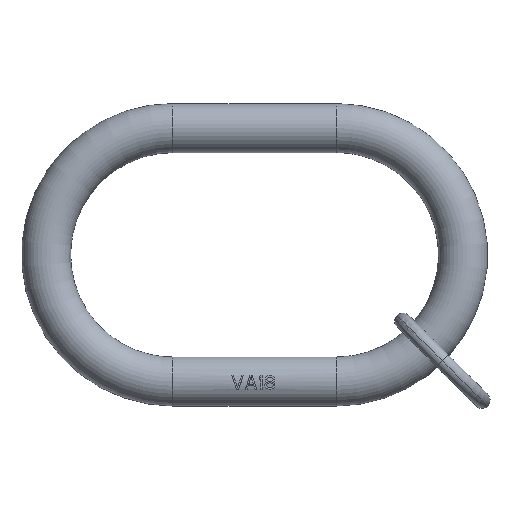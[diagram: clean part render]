
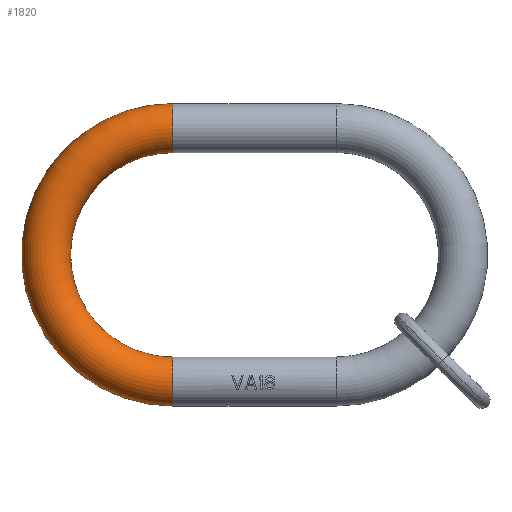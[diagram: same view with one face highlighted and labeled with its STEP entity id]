
A CAD part, top view. The second image highlights one B-rep face of the part: STEP entity #1820.
In plain terms, the highlighted toroidal (fillet/blend) face has major radius 46.5 mm and minor radius 9 mm.
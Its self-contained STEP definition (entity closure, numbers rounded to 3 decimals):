
#5=CARTESIAN_POINT('',(-60.,-46.5,0.));
#6=DIRECTION('',(-1.,0.,0.));
#7=DIRECTION('',(0.,-1.,0.));
#8=AXIS2_PLACEMENT_3D('',#5,#6,#7);
#299=CARTESIAN_POINT('',(-60.,37.5,0.));
#300=CARTESIAN_POINT('',(-61.963,37.5,0.));
#301=CARTESIAN_POINT('',(-65.89,37.191,
0.));
#302=CARTESIAN_POINT('',(-71.636,35.812,
0.));
#303=CARTESIAN_POINT('',(-77.095,33.55,
0.));
#304=CARTESIAN_POINT('',(-82.133,30.463,
0.));
#305=CARTESIAN_POINT('',(-86.626,26.626,
0.));
#306=CARTESIAN_POINT('',(-90.463,22.133,
0.));
#307=CARTESIAN_POINT('',(-93.55,17.095,
0.));
#308=CARTESIAN_POINT('',(-95.812,11.636,
0.));
#309=CARTESIAN_POINT('',(-97.191,5.89,
0.));
#310=CARTESIAN_POINT('',(-97.655,0.,
0.));
#311=CARTESIAN_POINT('',(-97.191,-5.89,
0.));
#312=CARTESIAN_POINT('',(-95.812,-11.636,
0.));
#313=CARTESIAN_POINT('',(-93.55,-17.095,
0.));
#314=CARTESIAN_POINT('',(-90.463,-22.133,
0.));
#315=CARTESIAN_POINT('',(-86.626,-26.626,
0.));
#316=CARTESIAN_POINT('',(-82.133,-30.463,
0.));
#317=CARTESIAN_POINT('',(-77.095,-33.55,
0.));
#318=CARTESIAN_POINT('',(-71.636,-35.812,
0.));
#319=CARTESIAN_POINT('',(-65.89,-37.191,
0.));
#320=CARTESIAN_POINT('',(-61.963,-37.5,0.));
#321=CARTESIAN_POINT('',(-60.,-37.5,0.));
#323=CARTESIAN_POINT('',(-60.,-55.5,0.));
#324=CARTESIAN_POINT('',(-62.642,-55.5,0.));
#325=CARTESIAN_POINT('',(-67.925,-55.122,
0.));
#326=CARTESIAN_POINT('',(-75.689,-53.433,
0.));
#327=CARTESIAN_POINT('',(-83.134,-50.656,
0.));
#328=CARTESIAN_POINT('',(-90.108,-46.849,
0.));
#329=CARTESIAN_POINT('',(-96.469,-42.087,0.));
#330=CARTESIAN_POINT('',(-102.087,-36.469,0.));
#331=CARTESIAN_POINT('',(-106.849,-30.108,0.));
#332=CARTESIAN_POINT('',(-110.656,-23.134,0.));
#333=CARTESIAN_POINT('',(-113.433,-15.689,0.));
#334=CARTESIAN_POINT('',(-115.122,-7.925,0.));
#335=CARTESIAN_POINT('',(-115.689,0.,0.));
#336=CARTESIAN_POINT('',(-115.122,7.925,0.));
#337=CARTESIAN_POINT('',(-113.433,15.689,0.));
#338=CARTESIAN_POINT('',(-110.656,23.134,0.));
#339=CARTESIAN_POINT('',(-106.849,30.108,0.));
#340=CARTESIAN_POINT('',(-102.087,36.469,0.));
#341=CARTESIAN_POINT('',(-96.469,42.087,0.));
#342=CARTESIAN_POINT('',(-90.108,46.849,
0.));
#343=CARTESIAN_POINT('',(-83.134,50.656,
0.));
#344=CARTESIAN_POINT('',(-75.689,53.433,
0.));
#345=CARTESIAN_POINT('',(-67.925,55.122,
0.));
#346=CARTESIAN_POINT('',(-62.642,55.5,0.));
#347=CARTESIAN_POINT('',(-60.,55.5,0.));
#358=CARTESIAN_POINT('',(-60.,46.5,0.));
#359=DIRECTION('',(-1.,0.,0.));
#360=DIRECTION('',(0.,-1.,0.));
#361=AXIS2_PLACEMENT_3D('',#358,#359,#360);
#1349=CARTESIAN_POINT('',(-60.,37.5,0.));
#1351=VERTEX_POINT('',#1349);
#1352=CARTESIAN_POINT('',(-60.,55.5,0.));
#1354=VERTEX_POINT('',#1352);
#1426=VERTEX_POINT('',#321);
#1427=VERTEX_POINT('',#323);
#1806=CARTESIAN_POINT('',(-60.,0.,0.));
#1807=DIRECTION('',(0.,0.,1.));
#1808=DIRECTION('',(0.,-1.,0.));
#1809=AXIS2_PLACEMENT_3D('',#1806,#1807,#1808);
#1810=TOROIDAL_SURFACE('',#1809,46.5,9.);
#1812=ORIENTED_EDGE('',*,*,#1811,.F.);
#1814=ORIENTED_EDGE('',*,*,#1813,.T.);
#1815=ORIENTED_EDGE('',*,*,#1676,.F.);
#1817=ORIENTED_EDGE('',*,*,#1816,.T.);
#1818=EDGE_LOOP('',(#1812,#1814,#1815,#1817));
#1819=FACE_OUTER_BOUND('',#1818,.F.);
#1820=ADVANCED_FACE('',(#1819),#1810,.T.);
#9=CIRCLE('',#8,9.);
#322=B_SPLINE_CURVE_WITH_KNOTS('',3,(#299,#300,#301,#302,#303,#304,#305,#306,
#307,#308,#309,#310,#311,#312,#313,#314,#315,#316,#317,#318,#319,#320,#321),
.UNSPECIFIED.,.F.,.F.,(4,1,1,1,1,1,1,1,1,1,1,1,1,1,1,1,1,1,1,1,4),(0.,0.05,
0.1,0.15,0.2,0.25,0.3,0.35,0.4,0.45,0.5,0.55,0.6,0.65,
0.7,0.75,0.8,0.85,0.9,0.95,1.),.UNSPECIFIED.);
#348=B_SPLINE_CURVE_WITH_KNOTS('',3,(#323,#324,#325,#326,#327,#328,#329,#330,
#331,#332,#333,#334,#335,#336,#337,#338,#339,#340,#341,#342,#343,#344,#345,#346,
#347),.UNSPECIFIED.,.F.,.F.,(4,1,1,1,1,1,1,1,1,1,1,1,1,1,1,1,1,1,1,1,1,1,4),(
0.,0.045,0.091,0.136,0.182,
0.227,0.273,0.318,0.364,
0.409,0.455,0.5,0.545,0.591,
0.636,0.682,0.727,0.773,
0.818,0.864,0.909,0.955,1.),
.UNSPECIFIED.);
#362=CIRCLE('',#361,9.);
#1676=EDGE_CURVE('',#1427,#1426,#9,.T.);
#1811=EDGE_CURVE('',#1351,#1354,#362,.T.);
#1813=EDGE_CURVE('',#1351,#1426,#322,.T.);
#1816=EDGE_CURVE('',#1427,#1354,#348,.T.);
